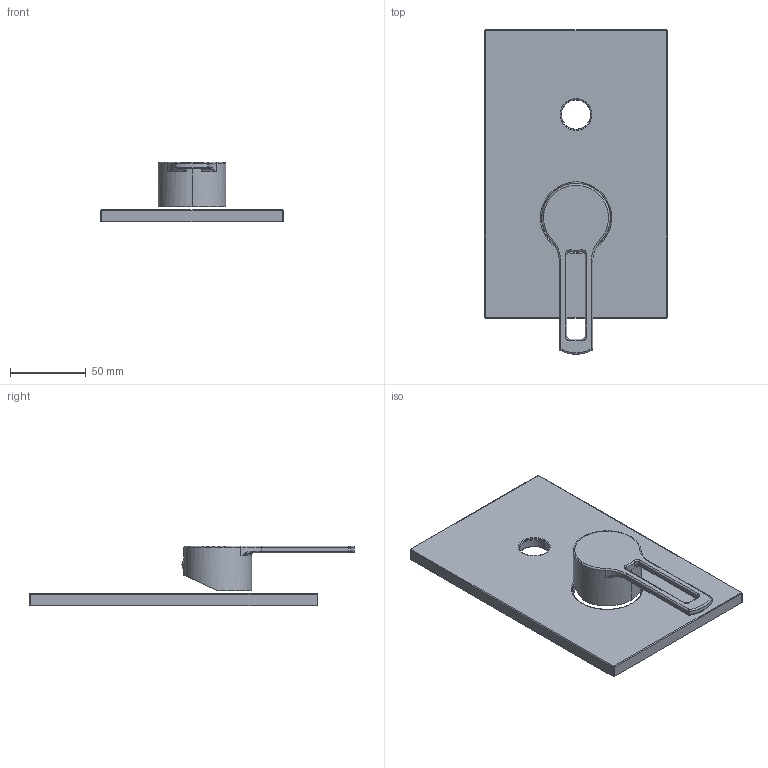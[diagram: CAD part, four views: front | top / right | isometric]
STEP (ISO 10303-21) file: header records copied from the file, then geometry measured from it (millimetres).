
FILE_DESCRIPTION((''),'2;1');
FILE_NAME('RIN015CREST','2021-11-05T08:54:05',('ut3'),('PAFFONI SpA'),'CREO PARAMETRIC BY PTC INC, 2020044','CREO PARAMETRIC BY PTC INC, 2020044','');
FILE_SCHEMA(('CONFIG_CONTROL_DESIGN','SHAPE_APPEARANCE_LAYERS_GROUPS'));
Length unit declared in the file: millimetre
Products named in the file (1): RIN015CREST
Bounding box: 120 x 214 x 39.5 mm (x, y, z)
Volume: 131375 mm3; surface area: 68413.4 mm2
Topology: 2 solids, 2 shells, 293 faces, 685 edges, 400 vertices
Faces by surface type: cylinder 95, plane 77, torus 58, sphere 26, bspline 22, cone 15
Entity records: 12562 total; most frequent: CARTESIAN_POINT 3795, DIRECTION 1463, ORIENTED_EDGE 1366, EDGE_CURVE 683, AXIS2_PLACEMENT_3D 602, VERTEX_POINT 400, CIRCLE 331, EDGE_LOOP 313
